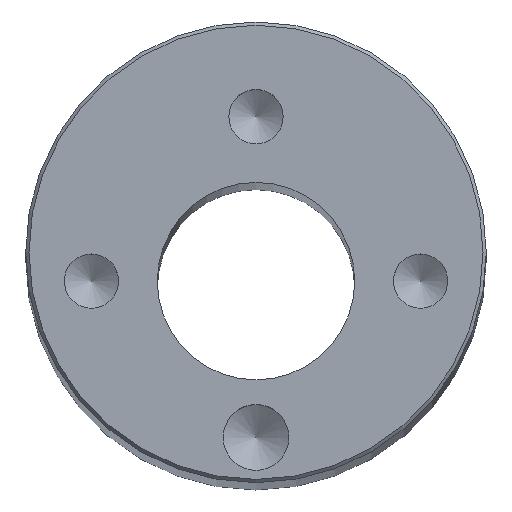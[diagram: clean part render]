
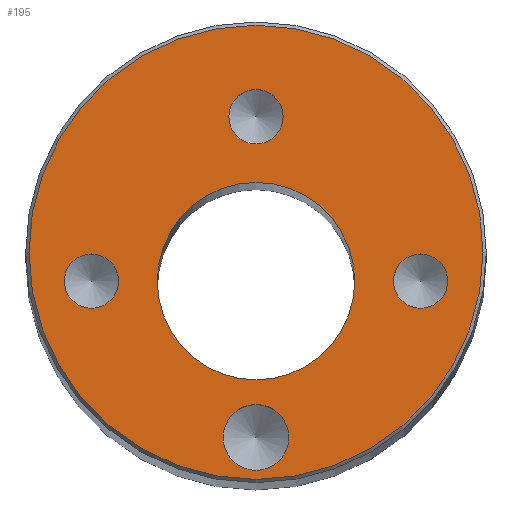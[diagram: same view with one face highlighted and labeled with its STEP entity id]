
A CAD part, top view. The second image highlights one B-rep face of the part: STEP entity #195.
In plain terms, the highlighted planar face has unit normal (0, 0, 1).
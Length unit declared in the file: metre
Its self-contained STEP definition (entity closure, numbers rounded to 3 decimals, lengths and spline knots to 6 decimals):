
#40=ORIENTED_EDGE('',*,*,#72,.T.);
#41=ORIENTED_EDGE('',*,*,#73,.F.);
#42=ORIENTED_EDGE('',*,*,#74,.F.);
#43=ORIENTED_EDGE('',*,*,#75,.F.);
#44=ORIENTED_EDGE('',*,*,#76,.F.);
#45=ORIENTED_EDGE('',*,*,#77,.F.);
#72=EDGE_CURVE('',#88,#88,#108,.T.);
#73=EDGE_CURVE('',#89,#89,#109,.T.);
#74=EDGE_CURVE('',#90,#90,#110,.T.);
#75=EDGE_CURVE('',#91,#91,#111,.T.);
#76=EDGE_CURVE('',#92,#92,#112,.T.);
#77=EDGE_CURVE('',#93,#93,#113,.T.);
#88=VERTEX_POINT('',#337);
#89=VERTEX_POINT('',#339);
#90=VERTEX_POINT('',#341);
#91=VERTEX_POINT('',#343);
#92=VERTEX_POINT('',#345);
#93=VERTEX_POINT('',#347);
#108=CIRCLE('',#237,0.0138);
#109=CIRCLE('',#238,0.002);
#110=CIRCLE('',#239,0.00165);
#111=CIRCLE('',#240,0.00165);
#112=CIRCLE('',#241,0.00165);
#113=CIRCLE('',#242,0.006);
#124=EDGE_LOOP('',(#40));
#125=EDGE_LOOP('',(#41));
#126=EDGE_LOOP('',(#42));
#127=EDGE_LOOP('',(#43));
#128=EDGE_LOOP('',(#44));
#129=EDGE_LOOP('',(#45));
#156=FACE_BOUND('',#124,.T.);
#157=FACE_BOUND('',#125,.T.);
#158=FACE_BOUND('',#126,.T.);
#159=FACE_BOUND('',#127,.T.);
#160=FACE_BOUND('',#128,.T.);
#161=FACE_BOUND('',#129,.T.);
#192=PLANE('',#236);
#195=ADVANCED_FACE('',(#156,#157,#158,#159,#160,#161),#192,.T.);
#236=AXIS2_PLACEMENT_3D('',#335,#270,#271);
#237=AXIS2_PLACEMENT_3D('',#336,#272,#273);
#238=AXIS2_PLACEMENT_3D('',#338,#274,#275);
#239=AXIS2_PLACEMENT_3D('',#340,#276,#277);
#240=AXIS2_PLACEMENT_3D('',#342,#278,#279);
#241=AXIS2_PLACEMENT_3D('',#344,#280,#281);
#242=AXIS2_PLACEMENT_3D('',#346,#282,#283);
#270=DIRECTION('',(0.,0.,1.));
#271=DIRECTION('',(1.,0.,0.));
#272=DIRECTION('',(0.,0.,1.));
#273=DIRECTION('',(1.,0.,0.));
#274=DIRECTION('',(0.,0.,1.));
#275=DIRECTION('',(1.,0.,0.));
#276=DIRECTION('',(0.,0.,1.));
#277=DIRECTION('',(1.,0.,0.));
#278=DIRECTION('',(0.,0.,1.));
#279=DIRECTION('',(1.,0.,0.));
#280=DIRECTION('',(0.,0.,1.));
#281=DIRECTION('',(1.,0.,0.));
#282=DIRECTION('',(0.,0.,1.));
#283=DIRECTION('',(1.,0.,0.));
#335=CARTESIAN_POINT('',(0.,0.00175,0.255));
#336=CARTESIAN_POINT('',(0.,0.00175,0.255));
#337=CARTESIAN_POINT('',(0.0138,0.00175,0.255));
#338=CARTESIAN_POINT('',(0.,-0.0095,0.255));
#339=CARTESIAN_POINT('',(0.002,-0.0095,0.255));
#340=CARTESIAN_POINT('',(0.,0.01,0.255));
#341=CARTESIAN_POINT('',(0.00165,0.01,0.255));
#342=CARTESIAN_POINT('',(-0.01,0.,0.255));
#343=CARTESIAN_POINT('',(-0.00835,0.,0.255));
#344=CARTESIAN_POINT('',(0.01,0.,0.255));
#345=CARTESIAN_POINT('',(0.01165,0.,0.255));
#346=CARTESIAN_POINT('',(0.,0.,0.255));
#347=CARTESIAN_POINT('',(0.006,0.,0.255));
